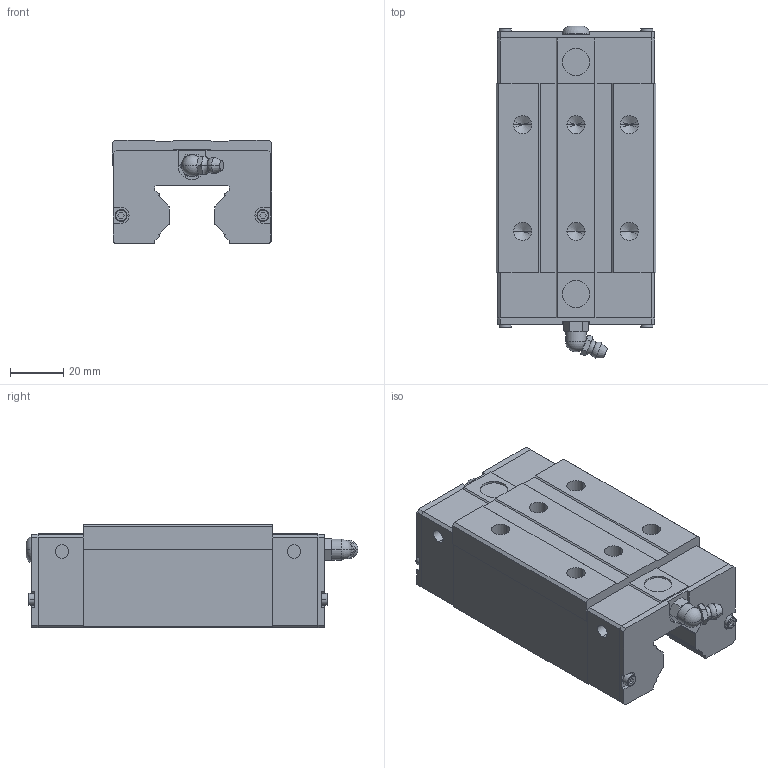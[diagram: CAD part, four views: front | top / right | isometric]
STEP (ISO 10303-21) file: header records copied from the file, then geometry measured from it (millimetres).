
FILE_DESCRIPTION(('STEP AP214'),'1');
FILE_NAME('cctmp_7389F2B6-124E-464E-A4A2-B5501C5E1E90_2024_08_20_20_25_00_0224..stp','2024-08-20T18:25:00',('HIWIN GmbH'),('CADClick - www.CADClick.com'),'Spatial InterOp 3D',' ','unknown authorization');
FILE_SCHEMA(('AUTOMOTIVE_DESIGN'));
Length unit declared in the file: millimetre
Products named in the file (1): RGH30CAZAH_FILE
Bounding box: 60 x 124.51 x 39 mm (x, y, z)
Volume: 189779.2 mm3; surface area: 33505.5 mm2
Topology: 1 solids, 5 shells, 352 faces, 927 edges, 595 vertices
Faces by surface type: plane 194, cylinder 96, torus 30, cone 30, sphere 2
Entity records: 13854 total; most frequent: CARTESIAN_POINT 2285, ORIENTED_EDGE 1826, DIRECTION 1820, EDGE_CURVE 913, AXIS2_PLACEMENT_3D 614, VERTEX_POINT 595, LINE 592, VECTOR 592
